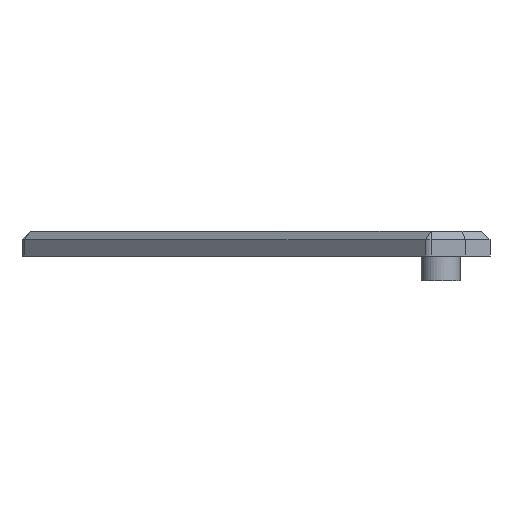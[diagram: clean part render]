
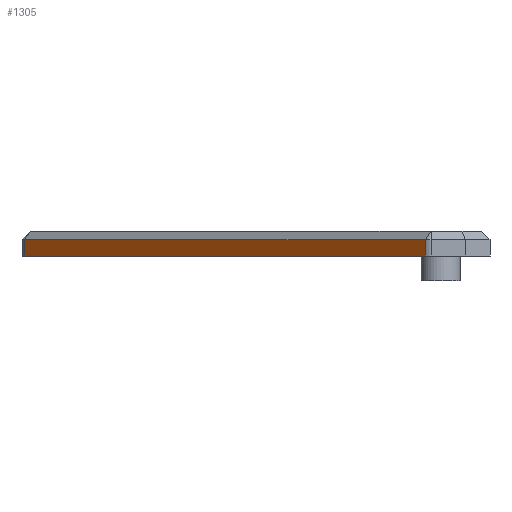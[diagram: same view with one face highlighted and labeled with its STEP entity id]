
A CAD part, front view. The second image highlights one B-rep face of the part: STEP entity #1305.
In plain terms, the highlighted free-form (B-spline) face has degree [1, 1] with [2, 2] control points.
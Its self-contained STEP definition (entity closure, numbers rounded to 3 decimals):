
#21 = EDGE_CURVE('',#22,#24,#26,.T.);
#22 = VERTEX_POINT('',#23);
#23 = CARTESIAN_POINT('',(-40.707,-5.879,189.));
#24 = VERTEX_POINT('',#25);
#25 = CARTESIAN_POINT('',(8.121,-54.707,189.));
#26 = SURFACE_CURVE('',#27,(#31,#42),.PCURVE_S1.);
#27 = LINE('',#28,#29);
#28 = CARTESIAN_POINT('',(-40.707,-5.879,189.));
#29 = VECTOR('',#30,1.);
#30 = DIRECTION('',(0.707,-0.707,0.));
#31 = PCURVE('',#32,#37);
#32 = B_SPLINE_SURFACE_WITH_KNOTS('',1,1,(
    (#33,#34)
    ,(#35,#36)),.UNSPECIFIED.,.F.,.F.,.F.,(2,2),(2,2),(0.,1.),(0.,1.),
  .PIECEWISE_BEZIER_KNOTS.);
#33 = CARTESIAN_POINT('',(16.,-55.,189.));
#34 = CARTESIAN_POINT('',(-41.,-55.,189.));
#35 = CARTESIAN_POINT('',(16.,2.,189.));
#36 = CARTESIAN_POINT('',(-41.,2.,189.));
#37 = DEFINITIONAL_REPRESENTATION('',(#38),#41);
#38 = B_SPLINE_CURVE_WITH_KNOTS('',1,(#39,#40),.UNSPECIFIED.,.F.,.F.,(2,
    2),(0.,69.054),.PIECEWISE_BEZIER_KNOTS.);
#39 = CARTESIAN_POINT('',(0.862,0.995));
#40 = CARTESIAN_POINT('',(0.005,0.138));
#41 = ( GEOMETRIC_REPRESENTATION_CONTEXT(2) 
PARAMETRIC_REPRESENTATION_CONTEXT() REPRESENTATION_CONTEXT('2D SPACE',''
  ) );
#42 = PCURVE('',#43,#48);
#43 = B_SPLINE_SURFACE_WITH_KNOTS('',1,1,(
    (#44,#45)
    ,(#46,#47)),.UNSPECIFIED.,.F.,.F.,.F.,(2,2),(2,2),(0.,1.),(0.,1.),
  .PIECEWISE_BEZIER_KNOTS.);
#44 = CARTESIAN_POINT('',(-40.707,-5.879,189.));
#45 = CARTESIAN_POINT('',(-40.707,-5.879,191.));
#46 = CARTESIAN_POINT('',(8.121,-54.707,189.));
#47 = CARTESIAN_POINT('',(8.121,-54.707,191.));
#48 = DEFINITIONAL_REPRESENTATION('',(#49),#52);
#49 = B_SPLINE_CURVE_WITH_KNOTS('',1,(#50,#51),.UNSPECIFIED.,.F.,.F.,(2,
    2),(0.,69.054),.PIECEWISE_BEZIER_KNOTS.);
#50 = CARTESIAN_POINT('',(0.,0.));
#51 = CARTESIAN_POINT('',(1.,0.));
#52 = ( GEOMETRIC_REPRESENTATION_CONTEXT(2) 
PARAMETRIC_REPRESENTATION_CONTEXT() REPRESENTATION_CONTEXT('2D SPACE',''
  ) );
#79 = SURFACE_OF_REVOLUTION('',#80,#84);
#80 = LINE('',#81,#82);
#81 = CARTESIAN_POINT('',(8.121,-54.707,189.));
#82 = VECTOR('',#83,1.);
#83 = DIRECTION('',(0.,0.,1.));
#84 = AXIS1_PLACEMENT('',#85,#86);
#85 = CARTESIAN_POINT('',(8.829,-54.,189.));
#86 = DIRECTION('',(0.,0.,-1.));
#376 = SURFACE_OF_REVOLUTION('',#377,#381);
#377 = LINE('',#378,#379);
#378 = CARTESIAN_POINT('',(-41.,-5.172,189.));
#379 = VECTOR('',#380,1.);
#380 = DIRECTION('',(0.,0.,1.));
#381 = AXIS1_PLACEMENT('',#382,#383);
#382 = CARTESIAN_POINT('',(-40.,-5.172,189.));
#383 = DIRECTION('',(0.,0.,-1.));
#723 = EDGE_CURVE('',#22,#724,#726,.T.);
#724 = VERTEX_POINT('',#725);
#725 = CARTESIAN_POINT('',(-40.707,-5.879,191.));
#726 = SURFACE_CURVE('',#727,(#731,#737),.PCURVE_S1.);
#727 = LINE('',#728,#729);
#728 = CARTESIAN_POINT('',(-40.707,-5.879,189.));
#729 = VECTOR('',#730,1.);
#730 = DIRECTION('',(0.,0.,1.));
#731 = PCURVE('',#376,#732);
#732 = DEFINITIONAL_REPRESENTATION('',(#733),#736);
#733 = B_SPLINE_CURVE_WITH_KNOTS('',1,(#734,#735),.UNSPECIFIED.,.F.,.F.,
  (2,2),(0.,2.),.PIECEWISE_BEZIER_KNOTS.);
#734 = CARTESIAN_POINT('',(5.498,0.));
#735 = CARTESIAN_POINT('',(5.498,2.));
#736 = ( GEOMETRIC_REPRESENTATION_CONTEXT(2) 
PARAMETRIC_REPRESENTATION_CONTEXT() REPRESENTATION_CONTEXT('2D SPACE',''
  ) );
#737 = PCURVE('',#43,#738);
#738 = DEFINITIONAL_REPRESENTATION('',(#739),#742);
#739 = B_SPLINE_CURVE_WITH_KNOTS('',1,(#740,#741),.UNSPECIFIED.,.F.,.F.,
  (2,2),(0.,2.),.PIECEWISE_BEZIER_KNOTS.);
#740 = CARTESIAN_POINT('',(0.,0.));
#741 = CARTESIAN_POINT('',(0.,1.));
#742 = ( GEOMETRIC_REPRESENTATION_CONTEXT(2) 
PARAMETRIC_REPRESENTATION_CONTEXT() REPRESENTATION_CONTEXT('2D SPACE',''
  ) );
#1257 = EDGE_CURVE('',#24,#1258,#1260,.T.);
#1258 = VERTEX_POINT('',#1259);
#1259 = CARTESIAN_POINT('',(8.121,-54.707,191.));
#1260 = SURFACE_CURVE('',#1261,(#1265,#1271),.PCURVE_S1.);
#1261 = LINE('',#1262,#1263);
#1262 = CARTESIAN_POINT('',(8.121,-54.707,189.));
#1263 = VECTOR('',#1264,1.);
#1264 = DIRECTION('',(0.,0.,1.));
#1265 = PCURVE('',#79,#1266);
#1266 = DEFINITIONAL_REPRESENTATION('',(#1267),#1270);
#1267 = B_SPLINE_CURVE_WITH_KNOTS('',1,(#1268,#1269),.UNSPECIFIED.,.F.,
  .F.,(2,2),(0.,2.),.PIECEWISE_BEZIER_KNOTS.);
#1268 = CARTESIAN_POINT('',(6.283,0.));
#1269 = CARTESIAN_POINT('',(6.283,2.));
#1270 = ( GEOMETRIC_REPRESENTATION_CONTEXT(2) 
PARAMETRIC_REPRESENTATION_CONTEXT() REPRESENTATION_CONTEXT('2D SPACE',''
  ) );
#1271 = PCURVE('',#43,#1272);
#1272 = DEFINITIONAL_REPRESENTATION('',(#1273),#1276);
#1273 = B_SPLINE_CURVE_WITH_KNOTS('',1,(#1274,#1275),.UNSPECIFIED.,.F.,
  .F.,(2,2),(0.,2.),.PIECEWISE_BEZIER_KNOTS.);
#1274 = CARTESIAN_POINT('',(1.,0.));
#1275 = CARTESIAN_POINT('',(1.,1.));
#1276 = ( GEOMETRIC_REPRESENTATION_CONTEXT(2) 
PARAMETRIC_REPRESENTATION_CONTEXT() REPRESENTATION_CONTEXT('2D SPACE',''
  ) );
#1305 = ADVANCED_FACE('',(#1306),#43,.T.);
#1306 = FACE_BOUND('',#1307,.T.);
#1307 = EDGE_LOOP('',(#1308,#1332,#1333,#1334));
#1308 = ORIENTED_EDGE('',*,*,#1309,.F.);
#1309 = EDGE_CURVE('',#724,#1258,#1310,.T.);
#1310 = SURFACE_CURVE('',#1311,(#1315,#1321),.PCURVE_S1.);
#1311 = LINE('',#1312,#1313);
#1312 = CARTESIAN_POINT('',(-40.707,-5.879,191.));
#1313 = VECTOR('',#1314,1.);
#1314 = DIRECTION('',(0.707,-0.707,0.));
#1315 = PCURVE('',#43,#1316);
#1316 = DEFINITIONAL_REPRESENTATION('',(#1317),#1320);
#1317 = B_SPLINE_CURVE_WITH_KNOTS('',1,(#1318,#1319),.UNSPECIFIED.,.F.,
  .F.,(2,2),(0.,69.054),.PIECEWISE_BEZIER_KNOTS.);
#1318 = CARTESIAN_POINT('',(0.,1.));
#1319 = CARTESIAN_POINT('',(1.,1.));
#1320 = ( GEOMETRIC_REPRESENTATION_CONTEXT(2) 
PARAMETRIC_REPRESENTATION_CONTEXT() REPRESENTATION_CONTEXT('2D SPACE',''
  ) );
#1321 = PCURVE('',#1322,#1327);
#1322 = B_SPLINE_SURFACE_WITH_KNOTS('',1,1,(
    (#1323,#1324)
    ,(#1325,#1326
    )),.UNSPECIFIED.,.F.,.F.,.F.,(2,2),(2,2),(0.,1.),(0.,1.),
  .PIECEWISE_BEZIER_KNOTS.);
#1323 = CARTESIAN_POINT('',(-40.707,-5.879,191.));
#1324 = CARTESIAN_POINT('',(-40.,-5.172,192.));
#1325 = CARTESIAN_POINT('',(8.121,-54.707,191.));
#1326 = CARTESIAN_POINT('',(8.829,-54.,192.));
#1327 = DEFINITIONAL_REPRESENTATION('',(#1328),#1331);
#1328 = B_SPLINE_CURVE_WITH_KNOTS('',1,(#1329,#1330),.UNSPECIFIED.,.F.,
  .F.,(2,2),(0.,69.054),.PIECEWISE_BEZIER_KNOTS.);
#1329 = CARTESIAN_POINT('',(0.,0.));
#1330 = CARTESIAN_POINT('',(1.,0.));
#1331 = ( GEOMETRIC_REPRESENTATION_CONTEXT(2) 
PARAMETRIC_REPRESENTATION_CONTEXT() REPRESENTATION_CONTEXT('2D SPACE',''
  ) );
#1332 = ORIENTED_EDGE('',*,*,#723,.F.);
#1333 = ORIENTED_EDGE('',*,*,#21,.T.);
#1334 = ORIENTED_EDGE('',*,*,#1257,.T.);
